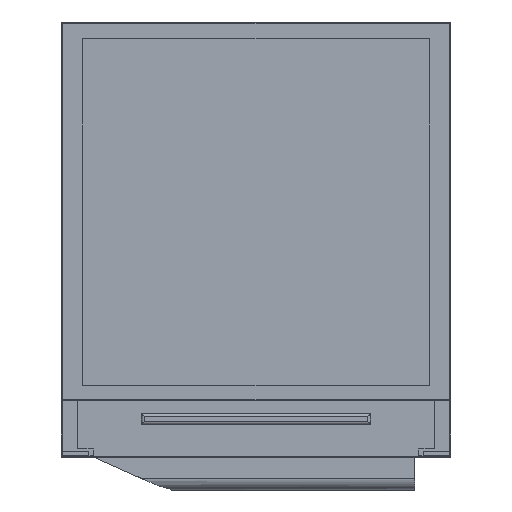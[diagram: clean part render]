
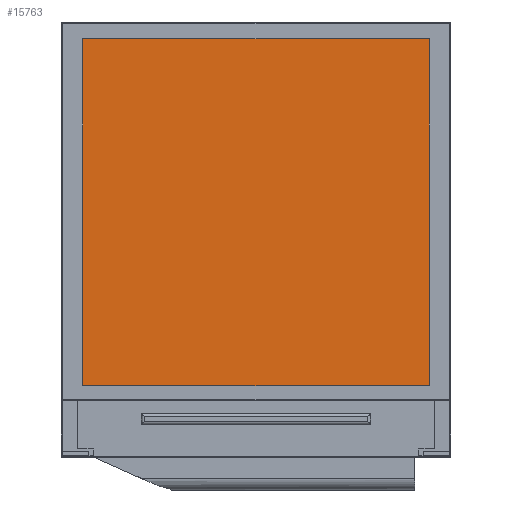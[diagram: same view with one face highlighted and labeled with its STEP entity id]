
A CAD part, top view. The second image highlights one B-rep face of the part: STEP entity #15763.
In plain terms, the highlighted planar face has unit normal (0, 0, 1).
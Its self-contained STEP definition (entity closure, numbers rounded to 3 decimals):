
#429=PLANE('',#16616);
#1949=LINE('',#23856,#2774);
#1951=LINE('',#23860,#2776);
#1953=LINE('',#23864,#2778);
#1955=LINE('',#23868,#2780);
#2774=VECTOR('',#18576,1000.);
#2776=VECTOR('',#18580,1000.);
#2778=VECTOR('',#18584,1000.);
#2780=VECTOR('',#18588,1000.);
#5268=ORIENTED_EDGE('',*,*,#7591,.F.);
#5269=ORIENTED_EDGE('',*,*,#7597,.F.);
#5270=ORIENTED_EDGE('',*,*,#7595,.F.);
#5271=ORIENTED_EDGE('',*,*,#7593,.F.);
#7591=EDGE_CURVE('',#8899,#8900,#1949,.T.);
#7593=EDGE_CURVE('',#8900,#8901,#1951,.T.);
#7595=EDGE_CURVE('',#8901,#8902,#1953,.T.);
#7597=EDGE_CURVE('',#8902,#8899,#1955,.T.);
#8899=VERTEX_POINT('',#23855);
#8900=VERTEX_POINT('',#23857);
#8901=VERTEX_POINT('',#23861);
#8902=VERTEX_POINT('',#23865);
#9821=EDGE_LOOP('',(#5268,#5269,#5270,#5271));
#10536=FACE_BOUND('',#9821,.T.);
#15763=ADVANCED_FACE('',(#10536),#429,.F.);
#16616=AXIS2_PLACEMENT_3D('',#23869,#18589,#18590);
#18576=DIRECTION('',(0.,1.,0.));
#18580=DIRECTION('',(1.,0.,0.));
#18584=DIRECTION('',(0.,-1.,0.));
#18588=DIRECTION('',(-1.,0.,0.));
#18589=DIRECTION('',(0.,0.,-1.));
#18590=DIRECTION('',(-1.,0.,0.));
#23855=CARTESIAN_POINT('',(-11.7,-9.861,1.435));
#23856=CARTESIAN_POINT('',(-11.7,-9.861,1.435));
#23857=CARTESIAN_POINT('',(-11.7,13.539,1.435));
#23860=CARTESIAN_POINT('',(-11.7,13.539,1.435));
#23861=CARTESIAN_POINT('',(11.7,13.539,1.435));
#23864=CARTESIAN_POINT('',(11.7,13.539,1.435));
#23865=CARTESIAN_POINT('',(11.7,-9.861,1.435));
#23868=CARTESIAN_POINT('',(11.7,-9.861,1.435));
#23869=CARTESIAN_POINT('',(0.,0.,1.435));
